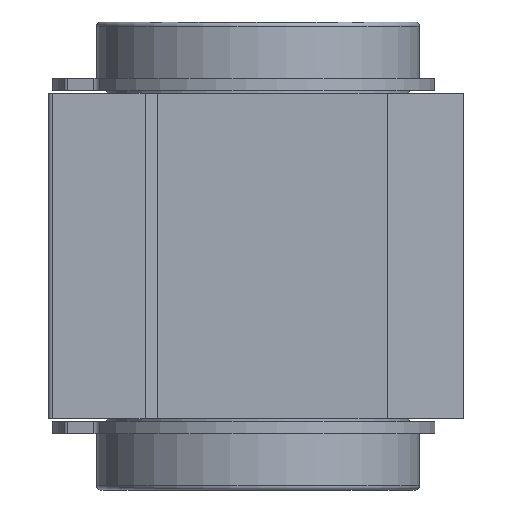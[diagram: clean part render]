
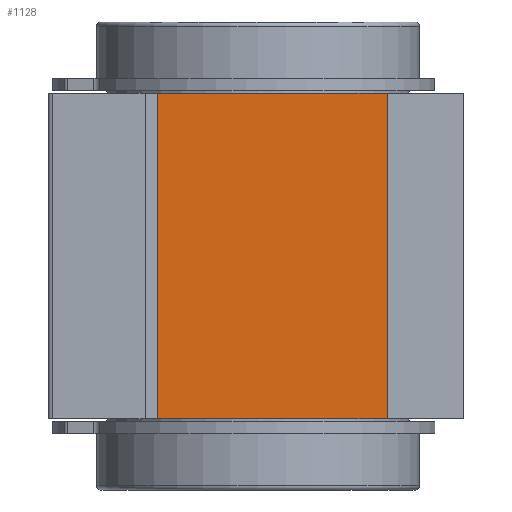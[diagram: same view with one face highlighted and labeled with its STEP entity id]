
A CAD part, left-side view. The second image highlights one B-rep face of the part: STEP entity #1128.
In plain terms, the highlighted planar face has unit normal (-1, 0, 0).
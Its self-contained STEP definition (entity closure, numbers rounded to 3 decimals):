
#62=PLANE('',#1283);
#111=LINE('',#1852,#193);
#112=LINE('',#1854,#194);
#113=LINE('',#1856,#195);
#114=LINE('',#1858,#196);
#193=VECTOR('',#1533,1000.);
#194=VECTOR('',#1536,1000.);
#195=VECTOR('',#1537,1000.);
#196=VECTOR('',#1538,1000.);
#384=ORIENTED_EDGE('',*,*,#600,.F.);
#385=ORIENTED_EDGE('',*,*,#599,.F.);
#386=ORIENTED_EDGE('',*,*,#601,.T.);
#387=ORIENTED_EDGE('',*,*,#602,.T.);
#599=EDGE_CURVE('',#725,#724,#111,.T.);
#600=EDGE_CURVE('',#724,#726,#112,.T.);
#601=EDGE_CURVE('',#725,#727,#113,.T.);
#602=EDGE_CURVE('',#727,#726,#114,.T.);
#724=VERTEX_POINT('',#1849);
#725=VERTEX_POINT('',#1851);
#726=VERTEX_POINT('',#1855);
#727=VERTEX_POINT('',#1857);
#901=EDGE_LOOP('',(#384,#385,#386,#387));
#1015=FACE_BOUND('',#901,.T.);
#1128=ADVANCED_FACE('',(#1015),#62,.T.);
#1283=AXIS2_PLACEMENT_3D('',#1853,#1534,#1535);
#1533=DIRECTION('',(0.,0.,1.));
#1534=DIRECTION('',(-1.,0.,0.));
#1535=DIRECTION('',(0.,0.,1.));
#1536=DIRECTION('',(0.,-1.,0.));
#1537=DIRECTION('',(0.,-1.,0.));
#1538=DIRECTION('',(0.,0.,1.));
#1849=CARTESIAN_POINT('',(-36.5,-13.5,0.));
#1851=CARTESIAN_POINT('',(-36.5,-13.5,-40.4));
#1852=CARTESIAN_POINT('',(-36.5,-13.5,-40.4));
#1853=CARTESIAN_POINT('',(-36.5,-13.5,-40.4));
#1854=CARTESIAN_POINT('',(-36.5,-13.5,0.));
#1855=CARTESIAN_POINT('',(-36.5,-42.,0.));
#1856=CARTESIAN_POINT('',(-36.5,-13.5,-40.4));
#1857=CARTESIAN_POINT('',(-36.5,-42.,-40.4));
#1858=CARTESIAN_POINT('',(-36.5,-42.,-40.4));
